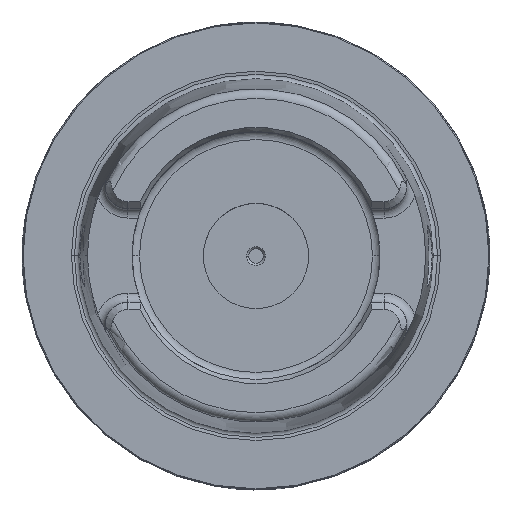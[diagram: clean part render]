
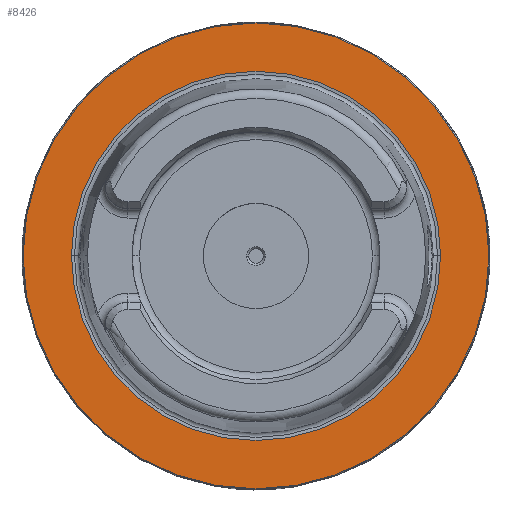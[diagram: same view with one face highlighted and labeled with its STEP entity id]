
A CAD part, top view. The second image highlights one B-rep face of the part: STEP entity #8426.
In plain terms, the highlighted planar face has unit normal (0, 0, 1).
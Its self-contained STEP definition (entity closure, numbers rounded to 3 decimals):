
#3434=CARTESIAN_POINT('',(0.,0.,0.));
#3435=DIRECTION('',(0.,0.,1.));
#3436=DIRECTION('',(1.,0.,0.));
#3437=AXIS2_PLACEMENT_3D('',#3434,#3435,#3436);
#3450=CARTESIAN_POINT('',(0.,0.,0.));
#3451=DIRECTION('',(0.,0.,-1.));
#3452=DIRECTION('',(1.,0.,0.));
#3453=AXIS2_PLACEMENT_3D('',#3450,#3451,#3452);
#3472=CARTESIAN_POINT('',(0.,0.,0.));
#3473=DIRECTION('',(0.,0.,1.));
#3474=DIRECTION('',(1.,0.,0.));
#3475=AXIS2_PLACEMENT_3D('',#3472,#3473,#3474);
#5893=CARTESIAN_POINT('',(0.,0.,0.));
#5894=DIRECTION('',(0.,0.,-1.));
#5895=DIRECTION('',(1.,0.,0.));
#5896=AXIS2_PLACEMENT_3D('',#5893,#5894,#5895);
#5981=CARTESIAN_POINT('',(39.464,0.,0.));
#5983=VERTEX_POINT('',#5981);
#5993=CARTESIAN_POINT('',(-39.464,0.,0.));
#5995=VERTEX_POINT('',#5993);
#6227=CARTESIAN_POINT('',(49.8,0.,0.));
#6228=CARTESIAN_POINT('',(-49.8,0.,0.));
#6229=VERTEX_POINT('',#6227);
#6230=VERTEX_POINT('',#6228);
#8410=CARTESIAN_POINT('',(0.,0.,0.));
#8411=DIRECTION('',(0.,0.,-1.));
#8412=DIRECTION('',(-1.,0.,0.));
#8413=AXIS2_PLACEMENT_3D('',#8410,#8411,#8412);
#8414=PLANE('',#8413);
#8415=ORIENTED_EDGE('',*,*,#8400,.F.);
#8417=ORIENTED_EDGE('',*,*,#8416,.T.);
#8418=EDGE_LOOP('',(#8415,#8417));
#8419=FACE_OUTER_BOUND('',#8418,.F.);
#8421=ORIENTED_EDGE('',*,*,#8420,.F.);
#8423=ORIENTED_EDGE('',*,*,#8422,.T.);
#8424=EDGE_LOOP('',(#8421,#8423));
#8425=FACE_BOUND('',#8424,.F.);
#3438=CIRCLE('',#3437,49.8);
#3454=CIRCLE('',#3453,39.464);
#3476=CIRCLE('',#3475,39.464);
#5897=CIRCLE('',#5896,49.8);
#8400=EDGE_CURVE('',#6229,#6230,#3438,.T.);
#8416=EDGE_CURVE('',#6229,#6230,#5897,.T.);
#8420=EDGE_CURVE('',#5983,#5995,#3454,.T.);
#8422=EDGE_CURVE('',#5983,#5995,#3476,.T.);
#8426=ADVANCED_FACE('',(#8419,#8425),#8414,.F.);
